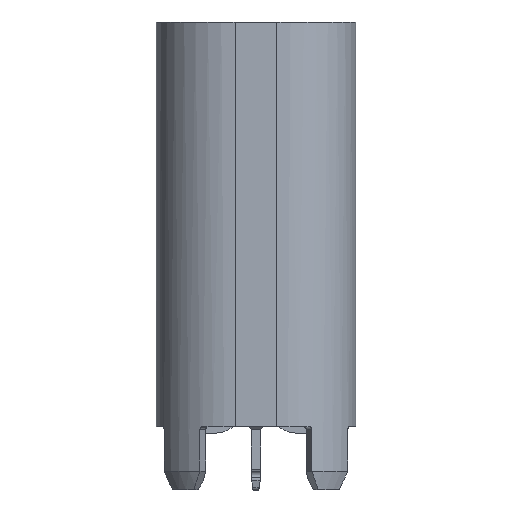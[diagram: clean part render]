
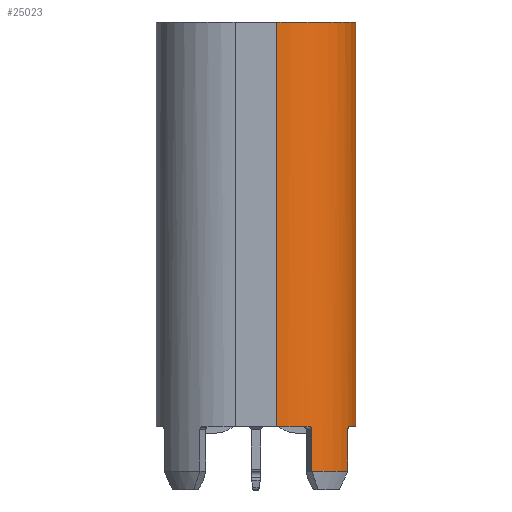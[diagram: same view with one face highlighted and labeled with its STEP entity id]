
A CAD part, left-side view. The second image highlights one B-rep face of the part: STEP entity #25023.
In plain terms, the highlighted cylindrical face has radius 1.25 mm (diameter 2.5 mm), a partial arc.
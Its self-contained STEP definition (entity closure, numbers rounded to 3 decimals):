
#245=B_SPLINE_CURVE_WITH_KNOTS('',3,(#42063,#42064,#42065,#42066,#42067,
#42068,#42069,#42070,#42071,#42072,#42073,#42074,#42075,#42076,#42077,#42078,
#42079,#42080,#42081,#42082,#42083,#42084),.UNSPECIFIED.,.F.,.F.,(4,3,3,
3,3,3,3,4),(0.,0.023,0.044,0.047,0.066,
0.07,0.09,0.094),.UNSPECIFIED.);
#246=B_SPLINE_CURVE_WITH_KNOTS('',3,(#42089,#42090,#42091,#42092,#42093,
#42094,#42095,#42096,#42097,#42098,#42099,#42100,#42101,#42102,#42103,#42104,
#42105,#42106,#42107),.UNSPECIFIED.,.F.,.F.,(4,3,3,3,3,3,4),(0.,0.019,
0.02,0.037,0.039,0.059,
0.079),.UNSPECIFIED.);
#247=B_SPLINE_CURVE_WITH_KNOTS('',3,(#42114,#42115,#42116,#42117,#42118,
#42119,#42120,#42121,#42122,#42123,#42124,#42125,#42126,#42127,#42128,#42129,
#42130,#42131,#42132),.UNSPECIFIED.,.F.,.F.,(4,3,3,3,3,3,4),(0.,0.02,
0.039,0.058,0.059,0.075,
0.079),.UNSPECIFIED.);
#778=CYLINDRICAL_SURFACE('',#27305,1.25);
#1379=CIRCLE('',#27292,1.25);
#1383=CIRCLE('',#27306,1.25);
#1384=CIRCLE('',#27307,1.25);
#1385=CIRCLE('',#27308,1.25);
#2627=FACE_OUTER_BOUND('',#4035,.T.);
#4035=EDGE_LOOP('',(#21613,#21614,#21615,#21616,#21617,#21618,#21619,#21620,
#21621,#21622,#21623));
#6572=LINE('',#41784,#9311);
#6642=LINE('',#42087,#9381);
#6643=LINE('',#42109,#9382);
#6644=LINE('',#42113,#9383);
#9311=VECTOR('',#33274,1.);
#9381=VECTOR('',#33512,1.);
#9382=VECTOR('',#33513,1.);
#9383=VECTOR('',#33516,1.);
#11721=VERTEX_POINT('',#41781);
#11722=VERTEX_POINT('',#41783);
#11764=VERTEX_POINT('',#41952);
#11765=VERTEX_POINT('',#41954);
#11776=VERTEX_POINT('',#42060);
#11777=VERTEX_POINT('',#42061);
#11778=VERTEX_POINT('',#42085);
#11779=VERTEX_POINT('',#42088);
#11780=VERTEX_POINT('',#42108);
#11781=VERTEX_POINT('',#42110);
#11782=VERTEX_POINT('',#42112);
#15053=EDGE_CURVE('',#11722,#11721,#6572,.T.);
#15137=EDGE_CURVE('',#11764,#11765,#1379,.T.);
#15158=EDGE_CURVE('',#11776,#11777,#1383,.T.);
#15159=EDGE_CURVE('',#11776,#11722,#245,.T.);
#15160=EDGE_CURVE('',#11721,#11778,#1384,.T.);
#15161=EDGE_CURVE('',#11765,#11778,#6642,.T.);
#15162=EDGE_CURVE('',#11779,#11764,#246,.T.);
#15163=EDGE_CURVE('',#11780,#11779,#6643,.T.);
#15164=EDGE_CURVE('',#11781,#11780,#1385,.T.);
#15165=EDGE_CURVE('',#11782,#11781,#6644,.T.);
#15166=EDGE_CURVE('',#11777,#11782,#247,.T.);
#21613=ORIENTED_EDGE('',*,*,#15158,.F.);
#21614=ORIENTED_EDGE('',*,*,#15159,.T.);
#21615=ORIENTED_EDGE('',*,*,#15053,.T.);
#21616=ORIENTED_EDGE('',*,*,#15160,.T.);
#21617=ORIENTED_EDGE('',*,*,#15161,.F.);
#21618=ORIENTED_EDGE('',*,*,#15137,.F.);
#21619=ORIENTED_EDGE('',*,*,#15162,.F.);
#21620=ORIENTED_EDGE('',*,*,#15163,.F.);
#21621=ORIENTED_EDGE('',*,*,#15164,.F.);
#21622=ORIENTED_EDGE('',*,*,#15165,.F.);
#21623=ORIENTED_EDGE('',*,*,#15166,.F.);
#25023=ADVANCED_FACE('',(#2627),#778,.T.);
#27292=AXIS2_PLACEMENT_3D('',#41955,#33470,#33471);
#27305=AXIS2_PLACEMENT_3D('',#42059,#33506,#33507);
#27306=AXIS2_PLACEMENT_3D('',#42062,#33508,#33509);
#27307=AXIS2_PLACEMENT_3D('',#42086,#33510,#33511);
#27308=AXIS2_PLACEMENT_3D('',#42111,#33514,#33515);
#33274=DIRECTION('',(0.,0.,-1.));
#33470=DIRECTION('center_axis',(0.,0.,1.));
#33471=DIRECTION('ref_axis',(-1.,0.,0.));
#33506=DIRECTION('center_axis',(0.,0.,-1.));
#33507=DIRECTION('ref_axis',(-1.,0.,0.));
#33508=DIRECTION('center_axis',(0.,0.,1.));
#33509=DIRECTION('ref_axis',(-1.,0.,0.));
#33510=DIRECTION('center_axis',(0.,0.,1.));
#33511=DIRECTION('ref_axis',(-1.,0.,0.));
#33512=DIRECTION('',(0.,0.,-1.));
#33513=DIRECTION('',(0.,0.,-1.));
#33514=DIRECTION('center_axis',(0.,0.,1.));
#33515=DIRECTION('ref_axis',(1.,0.,0.));
#33516=DIRECTION('',(0.,0.,1.));
#41781=CARTESIAN_POINT('',(-3.22,1.58,-0.55));
#41783=CARTESIAN_POINT('',(-3.22,1.58,5.809));
#41784=CARTESIAN_POINT('',(-3.22,1.58,0.));
#41952=CARTESIAN_POINT('',(-4.361,0.84,5.85));
#41954=CARTESIAN_POINT('',(-4.47,0.33,5.85));
#41955=CARTESIAN_POINT('Origin',(-3.22,0.33,5.85));
#42059=CARTESIAN_POINT('Origin',(-3.22,0.33,0.));
#42060=CARTESIAN_POINT('',(-3.301,1.577,5.85));
#42061=CARTESIAN_POINT('',(-3.725,1.474,5.85));
#42062=CARTESIAN_POINT('Origin',(-3.22,0.33,5.85));
#42063=CARTESIAN_POINT('Ctrl Pts',(-3.301,1.577,5.85));
#42064=CARTESIAN_POINT('Ctrl Pts',(-3.293,1.578,5.85));
#42065=CARTESIAN_POINT('Ctrl Pts',(-3.285,1.578,5.849));
#42066=CARTESIAN_POINT('Ctrl Pts',(-3.277,1.579,5.847));
#42067=CARTESIAN_POINT('Ctrl Pts',(-3.271,1.579,5.846));
#42068=CARTESIAN_POINT('Ctrl Pts',(-3.264,1.579,5.843));
#42069=CARTESIAN_POINT('Ctrl Pts',(-3.258,1.579,5.841));
#42070=CARTESIAN_POINT('Ctrl Pts',(-3.257,1.579,5.84));
#42071=CARTESIAN_POINT('Ctrl Pts',(-3.256,1.579,5.84));
#42072=CARTESIAN_POINT('Ctrl Pts',(-3.256,1.579,5.839));
#42073=CARTESIAN_POINT('Ctrl Pts',(-3.25,1.58,5.836));
#42074=CARTESIAN_POINT('Ctrl Pts',(-3.245,1.58,5.833));
#42075=CARTESIAN_POINT('Ctrl Pts',(-3.24,1.58,5.829));
#42076=CARTESIAN_POINT('Ctrl Pts',(-3.238,1.58,5.828));
#42077=CARTESIAN_POINT('Ctrl Pts',(-3.237,1.58,5.827));
#42078=CARTESIAN_POINT('Ctrl Pts',(-3.236,1.58,5.826));
#42079=CARTESIAN_POINT('Ctrl Pts',(-3.231,1.58,5.822));
#42080=CARTESIAN_POINT('Ctrl Pts',(-3.226,1.58,5.817));
#42081=CARTESIAN_POINT('Ctrl Pts',(-3.222,1.58,5.812));
#42082=CARTESIAN_POINT('Ctrl Pts',(-3.222,1.58,5.811));
#42083=CARTESIAN_POINT('Ctrl Pts',(-3.221,1.58,5.81));
#42084=CARTESIAN_POINT('Ctrl Pts',(-3.22,1.58,5.809));
#42085=CARTESIAN_POINT('',(-4.47,0.33,-0.55));
#42086=CARTESIAN_POINT('Origin',(-3.22,0.33,-0.55));
#42087=CARTESIAN_POINT('',(-4.47,0.33,0.));
#42088=CARTESIAN_POINT('',(-4.34,0.885,5.9));
#42089=CARTESIAN_POINT('Ctrl Pts',(-4.34,0.885,
5.9));
#42090=CARTESIAN_POINT('Ctrl Pts',(-4.34,0.885,
5.894));
#42091=CARTESIAN_POINT('Ctrl Pts',(-4.341,0.884,
5.888));
#42092=CARTESIAN_POINT('Ctrl Pts',(-4.342,0.882,
5.882));
#42093=CARTESIAN_POINT('Ctrl Pts',(-4.342,0.882,
5.882));
#42094=CARTESIAN_POINT('Ctrl Pts',(-4.342,0.882,5.881));
#42095=CARTESIAN_POINT('Ctrl Pts',(-4.342,0.882,5.881));
#42096=CARTESIAN_POINT('Ctrl Pts',(-4.343,0.88,5.876));
#42097=CARTESIAN_POINT('Ctrl Pts',(-4.344,0.877,
5.871));
#42098=CARTESIAN_POINT('Ctrl Pts',(-4.346,0.874,
5.867));
#42099=CARTESIAN_POINT('Ctrl Pts',(-4.346,0.873,
5.866));
#42100=CARTESIAN_POINT('Ctrl Pts',(-4.346,0.872,
5.865));
#42101=CARTESIAN_POINT('Ctrl Pts',(-4.346,0.872,
5.865));
#42102=CARTESIAN_POINT('Ctrl Pts',(-4.348,0.868,
5.86));
#42103=CARTESIAN_POINT('Ctrl Pts',(-4.351,0.863,5.856));
#42104=CARTESIAN_POINT('Ctrl Pts',(-4.353,0.857,
5.854));
#42105=CARTESIAN_POINT('Ctrl Pts',(-4.356,0.852,5.851));
#42106=CARTESIAN_POINT('Ctrl Pts',(-4.359,0.846,5.85));
#42107=CARTESIAN_POINT('Ctrl Pts',(-4.361,0.84,
5.85));
#42108=CARTESIAN_POINT('',(-4.34,0.885,6.55));
#42109=CARTESIAN_POINT('',(-4.34,0.885,0.));
#42110=CARTESIAN_POINT('',(-3.77,1.452,6.55));
#42111=CARTESIAN_POINT('Origin',(-3.22,0.33,6.55));
#42112=CARTESIAN_POINT('',(-3.77,1.452,5.9));
#42113=CARTESIAN_POINT('',(-3.77,1.452,0.));
#42114=CARTESIAN_POINT('Ctrl Pts',(-3.725,1.474,5.85));
#42115=CARTESIAN_POINT('Ctrl Pts',(-3.731,1.471,5.85));
#42116=CARTESIAN_POINT('Ctrl Pts',(-3.737,1.468,5.851));
#42117=CARTESIAN_POINT('Ctrl Pts',(-3.742,1.466,5.854));
#42118=CARTESIAN_POINT('Ctrl Pts',(-3.748,1.463,5.856));
#42119=CARTESIAN_POINT('Ctrl Pts',(-3.753,1.461,5.86));
#42120=CARTESIAN_POINT('Ctrl Pts',(-3.757,1.459,5.865));
#42121=CARTESIAN_POINT('Ctrl Pts',(-3.761,1.457,5.869));
#42122=CARTESIAN_POINT('Ctrl Pts',(-3.764,1.455,5.874));
#42123=CARTESIAN_POINT('Ctrl Pts',(-3.766,1.454,5.88));
#42124=CARTESIAN_POINT('Ctrl Pts',(-3.766,1.454,5.88));
#42125=CARTESIAN_POINT('Ctrl Pts',(-3.766,1.454,5.881));
#42126=CARTESIAN_POINT('Ctrl Pts',(-3.767,1.454,5.881));
#42127=CARTESIAN_POINT('Ctrl Pts',(-3.768,1.453,5.886));
#42128=CARTESIAN_POINT('Ctrl Pts',(-3.77,1.453,5.891));
#42129=CARTESIAN_POINT('Ctrl Pts',(-3.77,1.453,5.897));
#42130=CARTESIAN_POINT('Ctrl Pts',(-3.77,1.453,5.898));
#42131=CARTESIAN_POINT('Ctrl Pts',(-3.77,1.452,5.899));
#42132=CARTESIAN_POINT('Ctrl Pts',(-3.77,1.452,5.9));
